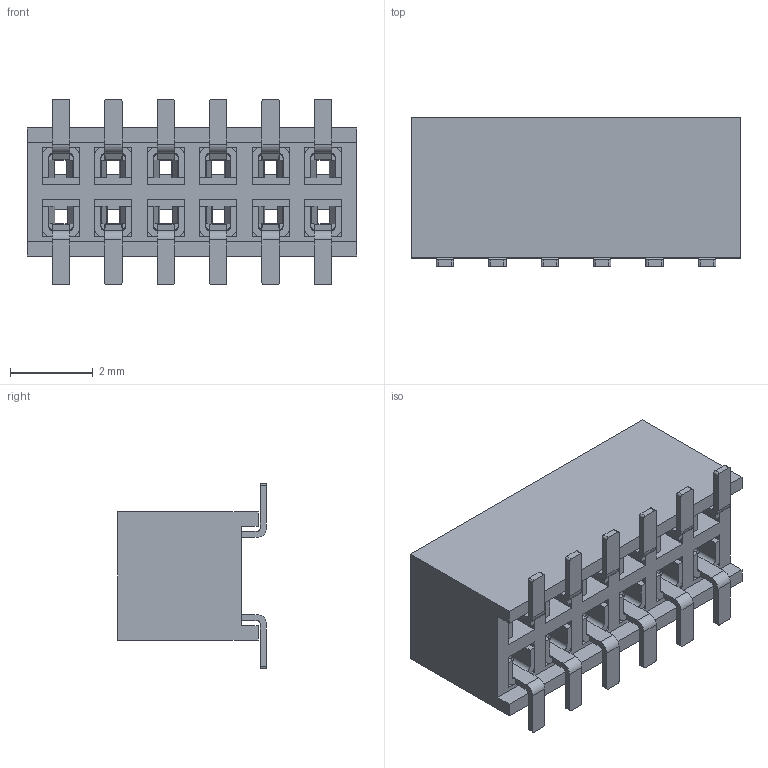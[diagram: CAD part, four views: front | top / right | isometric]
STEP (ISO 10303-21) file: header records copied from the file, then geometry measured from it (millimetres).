
FILE_DESCRIPTION((''),'2;1');
FILE_NAME('M50-312_ASM','2011-08-04T',('wbourne'),(''),'PRO/ENGINEER BY PARAMETRIC TECHNOLOGY CORPORATION, 2010280','PRO/ENGINEER BY PARAMETRIC TECHNOLOGY CORPORATION, 2010280','');
FILE_SCHEMA(('CONFIG_CONTROL_DESIGN','SHAPE_APPEARANCE_LAYERS_GROUPS'));
Length unit declared in the file: millimetre
Products named in the file (3): M50-312-MOULD; M50-312-PIN; M50-312_ASM
Assembly tree (13 placements, depth 2):
  M50-312_ASM
    M50-312-MOULD
    M50-312-PIN  x12
Bounding box: 7.97 x 3.6 x 4.5 mm (x, y, z)
Volume: 57.3 mm3; surface area: 373 mm2
Topology: 13 solids, 13 shells, 1054 faces, 2856 edges, 1840 vertices
Faces by surface type: plane 670, cylinder 336, torus 48
Entity records: 9180 total; most frequent: CARTESIAN_POINT 1296, ORIENTED_EDGE 1224, DIRECTION 1174, PRESENTATION_STYLE_ASSIGNMENT 614, STYLED_ITEM 614, CURVE_STYLE 612, EDGE_CURVE 612, VECTOR 546
